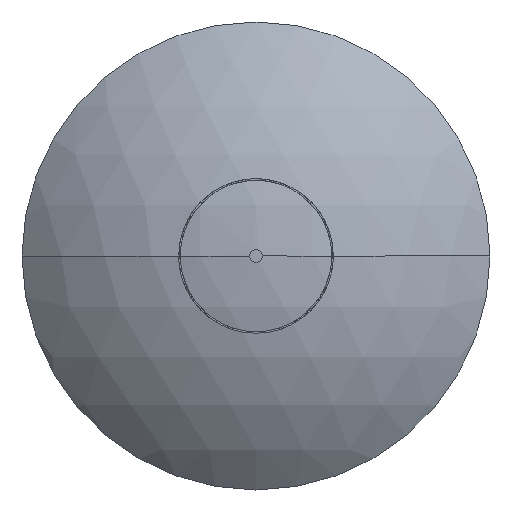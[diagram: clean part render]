
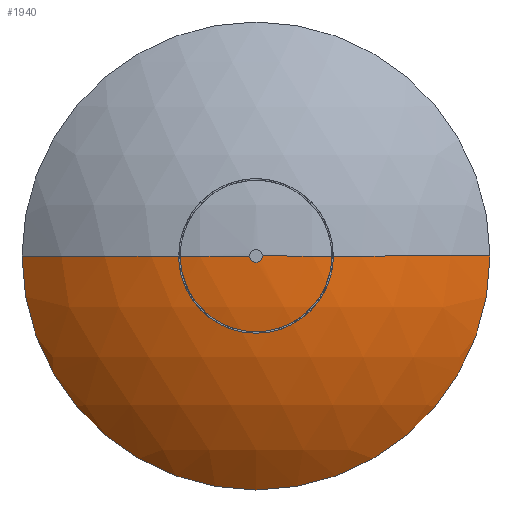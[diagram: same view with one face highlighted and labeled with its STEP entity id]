
A CAD part, front view. The second image highlights one B-rep face of the part: STEP entity #1940.
In plain terms, the highlighted spherical face has radius 741.33 mm.
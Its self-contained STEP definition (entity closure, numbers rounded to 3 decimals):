
#156 = DIRECTION ( 'NONE',  ( 0., 1., 0. ) ) ;
#271 = DIRECTION ( 'NONE',  ( 1., 0., 0. ) ) ;
#379 = VERTEX_POINT ( 'NONE', #1307 ) ;
#389 = DIRECTION ( 'NONE',  ( 0., -1., 0. ) ) ;
#484 = CIRCLE ( 'NONE', #2550, 13.5 ) ;
#567 = CIRCLE ( 'NONE', #1170, 13.5 ) ;
#585 = EDGE_LOOP ( 'NONE', ( #642, #1394, #1716, #2002, #734 ) ) ;
#615 = AXIS2_PLACEMENT_3D ( 'NONE', #2654, #2050, #1251 ) ;
#638 = VERTEX_POINT ( 'NONE', #1241 ) ;
#642 = ORIENTED_EDGE ( 'NONE', *, *, #1002, .F. ) ;
#734 = ORIENTED_EDGE ( 'NONE', *, *, #2383, .F. ) ;
#820 = CIRCLE ( 'NONE', #1384, 741.33 ) ;
#867 = CIRCLE ( 'NONE', #1946, 741.33 ) ;
#1002 = EDGE_CURVE ( 'NONE', #2128, #1900, #820, .T. ) ;
#1155 = DIRECTION ( 'NONE',  ( 0., 0., 1. ) ) ;
#1170 = AXIS2_PLACEMENT_3D ( 'NONE', #1837, #389, #2666 ) ;
#1182 = CARTESIAN_POINT ( 'NONE',  ( 0., 741.33, 0. ) ) ;
#1212 = SPHERICAL_SURFACE ( 'NONE', #615, 741.33 ) ;
#1241 = CARTESIAN_POINT ( 'NONE',  ( -13.5, 0.123, 0. ) ) ;
#1251 = DIRECTION ( 'NONE',  ( -1., 0., 0. ) ) ;
#1274 = VERTEX_POINT ( 'NONE', #2660 ) ;
#1307 = CARTESIAN_POINT ( 'NONE',  ( -500., 194., 0. ) ) ;
#1362 = CARTESIAN_POINT ( 'NONE',  ( 0., 194., 0. ) ) ;
#1384 = AXIS2_PLACEMENT_3D ( 'NONE', #1891, #1722, #271 ) ;
#1387 = CARTESIAN_POINT ( 'NONE',  ( 0., 0.123, 0. ) ) ;
#1394 = ORIENTED_EDGE ( 'NONE', *, *, #2446, .F. ) ;
#1430 = CIRCLE ( 'NONE', #2111, 500. ) ;
#1454 = FACE_OUTER_BOUND ( 'NONE', #585, .T. ) ;
#1537 = CARTESIAN_POINT ( 'NONE',  ( 13.5, 0.123, 0. ) ) ;
#1587 = DIRECTION ( 'NONE',  ( 0., 0., -1. ) ) ;
#1716 = ORIENTED_EDGE ( 'NONE', *, *, #1955, .F. ) ;
#1722 = DIRECTION ( 'NONE',  ( 0., 0., 1. ) ) ;
#1785 = DIRECTION ( 'NONE',  ( 0., -1., 0. ) ) ;
#1796 = DIRECTION ( 'NONE',  ( -1., 0., 0. ) ) ;
#1837 = CARTESIAN_POINT ( 'NONE',  ( 0., 0.123, 0. ) ) ;
#1891 = CARTESIAN_POINT ( 'NONE',  ( 0., 741.33, 0. ) ) ;
#1900 = VERTEX_POINT ( 'NONE', #2432 ) ;
#1940 = ADVANCED_FACE ( 'NONE', ( #1454 ), #1212, .T. ) ;
#1946 = AXIS2_PLACEMENT_3D ( 'NONE', #1182, #1587, #2369 ) ;
#1955 = EDGE_CURVE ( 'NONE', #638, #1274, #567, .T. ) ;
#2002 = ORIENTED_EDGE ( 'NONE', *, *, #2215, .T. ) ;
#2050 = DIRECTION ( 'NONE',  ( 0., 0., 1. ) ) ;
#2111 = AXIS2_PLACEMENT_3D ( 'NONE', #1362, #156, #1796 ) ;
#2128 = VERTEX_POINT ( 'NONE', #1537 ) ;
#2215 = EDGE_CURVE ( 'NONE', #638, #379, #867, .T. ) ;
#2369 = DIRECTION ( 'NONE',  ( -1., 0., 0. ) ) ;
#2383 = EDGE_CURVE ( 'NONE', #1900, #379, #1430, .T. ) ;
#2432 = CARTESIAN_POINT ( 'NONE',  ( 500., 194., 0. ) ) ;
#2446 = EDGE_CURVE ( 'NONE', #1274, #2128, #484, .T. ) ;
#2550 = AXIS2_PLACEMENT_3D ( 'NONE', #1387, #1785, #1155 ) ;
#2654 = CARTESIAN_POINT ( 'NONE',  ( 0., 741.33, 0. ) ) ;
#2660 = CARTESIAN_POINT ( 'NONE',  ( 0., 0.123, -13.5 ) ) ;
#2666 = DIRECTION ( 'NONE',  ( 0., 0., 1. ) ) ;
